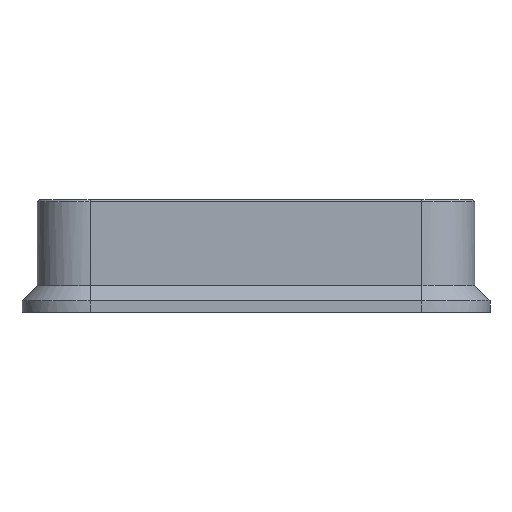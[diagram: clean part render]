
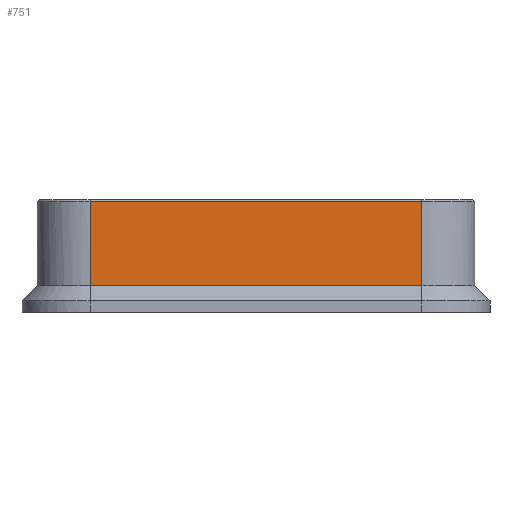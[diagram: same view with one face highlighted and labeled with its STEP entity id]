
A CAD part, left-side view. The second image highlights one B-rep face of the part: STEP entity #751.
In plain terms, the highlighted planar face has unit normal (-1, 0, 0).
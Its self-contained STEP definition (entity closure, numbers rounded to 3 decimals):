
#111=FACE_OUTER_BOUND('',#160,.T.);
#160=EDGE_LOOP('',(#599,#600,#601,#602));
#206=LINE('',#1154,#274);
#227=LINE('',#1457,#295);
#230=LINE('',#1517,#298);
#231=LINE('',#1519,#299);
#274=VECTOR('',#869,10.);
#295=VECTOR('',#920,10.);
#298=VECTOR('',#923,10.);
#299=VECTOR('',#926,10.);
#339=VERTEX_POINT('',#1134);
#341=VERTEX_POINT('',#1150);
#361=VERTEX_POINT('',#1437);
#363=VERTEX_POINT('',#1455);
#408=EDGE_CURVE('',#339,#341,#206,.T.);
#447=EDGE_CURVE('',#363,#361,#227,.T.);
#453=EDGE_CURVE('',#339,#361,#230,.T.);
#454=EDGE_CURVE('',#341,#363,#231,.T.);
#599=ORIENTED_EDGE('',*,*,#408,.F.);
#600=ORIENTED_EDGE('',*,*,#453,.T.);
#601=ORIENTED_EDGE('',*,*,#447,.F.);
#602=ORIENTED_EDGE('',*,*,#454,.F.);
#715=PLANE('',#808);
#751=ADVANCED_FACE('',(#111),#715,.T.);
#808=AXIS2_PLACEMENT_3D('',#1518,#924,#925);
#869=DIRECTION('',(0.,-1.,0.));
#920=DIRECTION('',(0.,1.,0.));
#923=DIRECTION('',(0.,0.,-1.));
#924=DIRECTION('center_axis',(-1.,0.,0.));
#925=DIRECTION('ref_axis',(0.,1.,0.));
#926=DIRECTION('',(0.,0.,-1.));
#1134=CARTESIAN_POINT('',(-118.,22.098,17.7));
#1150=CARTESIAN_POINT('',(-118.,-22.098,17.7));
#1154=CARTESIAN_POINT('',(-118.,-12.5,17.7));
#1437=CARTESIAN_POINT('',(-118.,22.098,6.5));
#1455=CARTESIAN_POINT('',(-118.,-22.098,6.5));
#1457=CARTESIAN_POINT('',(-118.,-11.049,6.5));
#1517=CARTESIAN_POINT('',(-118.,22.098,3.));
#1518=CARTESIAN_POINT('Origin',(-118.,-22.098,3.));
#1519=CARTESIAN_POINT('',(-118.,-22.098,3.));
